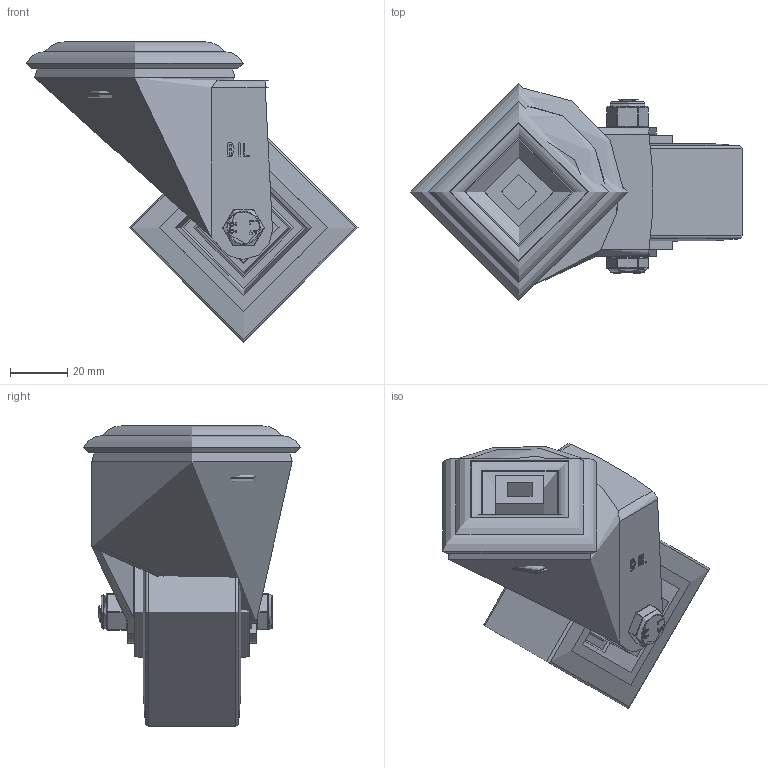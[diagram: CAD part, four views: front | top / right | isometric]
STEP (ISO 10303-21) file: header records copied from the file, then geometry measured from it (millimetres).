
FILE_DESCRIPTION(/* description */ (''),/* implementation_level */ '2;1');
FILE_NAME(/* name */ 'BZMM80SRNBBH12.step',/* time_stamp */ '2024-10-09T15:53:28+01:00',/* author */ (''),/* organization */ (''),/* preprocessor_version */ 'ST-DEVELOPER v20',/* originating_system */ 'Autodesk Translation Framework v13.20.0.188',/* authorisation */ '');
FILE_SCHEMA (('AUTOMOTIVE_DESIGN { 1 0 10303 214 3 1 1 }'));
Length unit declared in the file: millimetre
Products named in the file (21): BZMM80SRNBBH12; BZMM80ASBH12 v1; ZINC PLATED, PRESSED STEEL FORKS; ZINC PLATED, PRESSED STEEL TOP PLATE; BZMH80WSRNRB v1; 65 SHORE A ELASTIC RUBBER TYRE; NYLON RIM; NYLON RIM Geometry; CAP; ROLLER BEARING; Component5; Pattern; Component6; TUBEM12X40 v1; ZINC PLATED STEEL TUBE; HEXBOLTM8X55Z8.8 v2; GRADE 8.8 ZINC PLATED BOLT; NYLOCM8Z v1; NYLOC NUT; NUT; RUBBER
Assembly tree (27 placements, depth 5):
  BZMM80SRNBBH12
    BZMM80ASBH12 v1
      ZINC PLATED, PRESSED STEEL FORKS
      ZINC PLATED, PRESSED STEEL TOP PLATE
    BZMH80WSRNRB v1
      65 SHORE A ELASTIC RUBBER TYRE
      NYLON RIM
        NYLON RIM Geometry
        CAP
      ROLLER BEARING
        Component5
        Pattern
          Component6  x8
    TUBEM12X40 v1
      ZINC PLATED STEEL TUBE
    HEXBOLTM8X55Z8.8 v2
      GRADE 8.8 ZINC PLATED BOLT
    NYLOCM8Z v1
      NYLOC NUT
        NUT
        RUBBER
Bounding box: 116 x 76 x 105 mm (x, y, z)
Volume: 199927.3 mm3; surface area: 93072.6 mm2
Topology: 18 solids, 18 shells, 442 faces, 1087 edges, 687 vertices
Faces by surface type: plane 179, cylinder 157, bspline 38, torus 28, sphere 24, cone 16
Full cylindrical faces by diameter (mm): 0.664 x2, 3.75 x8, 6.446 x7, 7.866 x13, 8 x3, 8.2 x2, 8.4 x1, 8.6 x2, 11.5 x1, 11.9 x1, 12.1 x1, 12.2 x1, 12.5 x2, 12.6 x1, 20 x1, 20.5 x1, 21.313 x1, 24 x3, 24.6 x1, 24.8 x1, 38 x1, 49.5 x1, 58.5 x2, 65 x1, 70 x1, 72 x1, 80 x1
Entity records: 19059 total; most frequent: CARTESIAN_POINT 8431, ORIENTED_EDGE 2120, DIRECTION 2109, EDGE_CURVE 1060, AXIS2_PLACEMENT_3D 795, VERTEX_POINT 673, LINE 519, VECTOR 519
